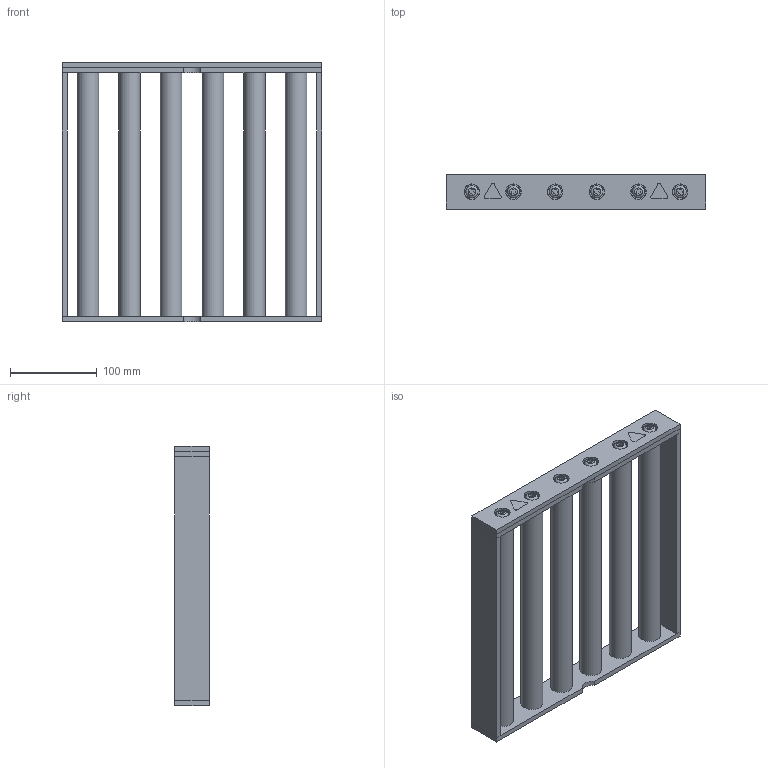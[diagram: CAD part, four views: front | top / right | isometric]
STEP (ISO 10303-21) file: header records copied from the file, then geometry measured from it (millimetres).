
FILE_DESCRIPTION(/* description */ (''),/* implementation_level */ '2;1');
FILE_NAME(/* name */ 'SEMR303038 B.stp',/* time_stamp */ '2020-11-02T11:55:01+01:00',/* author */ ('CR'),/* organization */ (''),/* preprocessor_version */ 'ST-DEVELOPER v18.1',/* originating_system */ 'Autodesk Inventor 2021',/* authorisation */ '');
FILE_SCHEMA (('AUTOMOTIVE_DESIGN { 1 0 10303 214 3 1 1 }'));
Length unit declared in the file: millimetre
Products named in the file (1): Part3
Bounding box: 299 x 40 x 299.3 mm (x, y, z)
Volume: 387975.7 mm3; surface area: 378699.7 mm2
Topology: 1 solids, 7 shells, 254 faces, 487 edges, 332 vertices
Faces by surface type: plane 162, cylinder 68, torus 12, cone 12
Full cylindrical faces by diameter (mm): 6.647 x6, 8 x6, 12 x6, 12.5 x6, 14 x6, 17 x6, 18 x6, 24 x6, 25 x18
Entity records: 6875 total; most frequent: DIRECTION 1227, CARTESIAN_POINT 1074, ORIENTED_EDGE 974, EDGE_CURVE 487, AXIS2_PLACEMENT_3D 485, EDGE_LOOP 353, VERTEX_POINT 332, LINE 257
